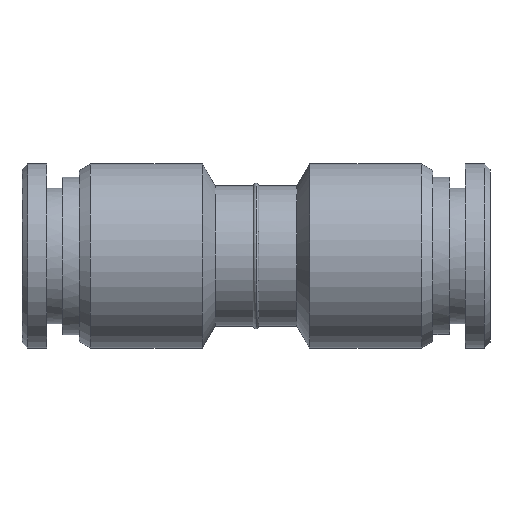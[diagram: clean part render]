
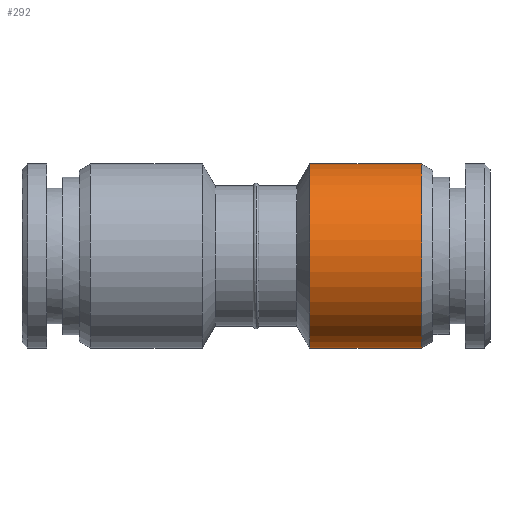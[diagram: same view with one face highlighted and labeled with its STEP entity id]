
A CAD part, top view. The second image highlights one B-rep face of the part: STEP entity #292.
In plain terms, the highlighted cylindrical face has radius 8.2 mm (diameter 16.4 mm), a partial arc.
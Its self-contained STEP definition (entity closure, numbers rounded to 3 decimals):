
#159=CARTESIAN_POINT('Axis2P3D Location',(14.75,0.,0.)) ;
#163=CARTESIAN_POINT('Vertex',(14.75,8.2,0.)) ;
#165=CARTESIAN_POINT('Vertex',(14.75,-8.2,0.)) ;
#262=CARTESIAN_POINT('Axis2P3D Location',(-17.325,0.,0.)) ;
#267=CARTESIAN_POINT('Axis2P3D Location',(4.776,0.,0.)) ;
#271=CARTESIAN_POINT('Vertex',(4.776,8.2,0.)) ;
#273=CARTESIAN_POINT('Vertex',(4.776,-8.2,0.)) ;
#276=CARTESIAN_POINT('Line Origine',(-17.325,-8.2,0.)) ;
#281=CARTESIAN_POINT('Line Origine',(-17.325,8.2,0.)) ;
#160=DIRECTION('Axis2P3D Direction',(-1.,0.,0.)) ;
#263=DIRECTION('Axis2P3D Direction',(1.,0.,0.)) ;
#264=DIRECTION('Axis2P3D XDirection',(0.,1.,0.)) ;
#268=DIRECTION('Axis2P3D Direction',(1.,0.,0.)) ;
#277=DIRECTION('Vector Direction',(1.,0.,0.)) ;
#282=DIRECTION('Vector Direction',(1.,0.,0.)) ;
#161=AXIS2_PLACEMENT_3D('Circle Axis2P3D',#159,#160,$) ;
#265=AXIS2_PLACEMENT_3D('Cylinder Axis2P3D',#262,#263,#264) ;
#269=AXIS2_PLACEMENT_3D('Circle Axis2P3D',#267,#268,$) ;
#287=ORIENTED_EDGE('',*,*,#275,.T.) ;
#288=ORIENTED_EDGE('',*,*,#280,.F.) ;
#289=ORIENTED_EDGE('',*,*,#167,.F.) ;
#290=ORIENTED_EDGE('',*,*,#285,.T.) ;
#278=VECTOR('Line Direction',#277,1.) ;
#283=VECTOR('Line Direction',#282,1.) ;
#292=ADVANCED_FACE('MANIFOLD_SOLID_BREP #1445',(#291),#266,.T.) ;
#162=CIRCLE('generated circle',#161,8.2) ;
#270=CIRCLE('generated circle',#269,8.2) ;
#266=CYLINDRICAL_SURFACE('generated cylinder',#265,8.2) ;
#167=EDGE_CURVE('',#164,#166,#162,.F.) ;
#275=EDGE_CURVE('',#272,#274,#270,.T.) ;
#280=EDGE_CURVE('',#166,#274,#279,.F.) ;
#285=EDGE_CURVE('',#164,#272,#284,.F.) ;
#286=EDGE_LOOP('',(#287,#288,#289,#290)) ;
#291=FACE_OUTER_BOUND('',#286,.T.) ;
#279=LINE('Line',#276,#278) ;
#284=LINE('Line',#281,#283) ;
#164=VERTEX_POINT('',#163) ;
#166=VERTEX_POINT('',#165) ;
#272=VERTEX_POINT('',#271) ;
#274=VERTEX_POINT('',#273) ;
